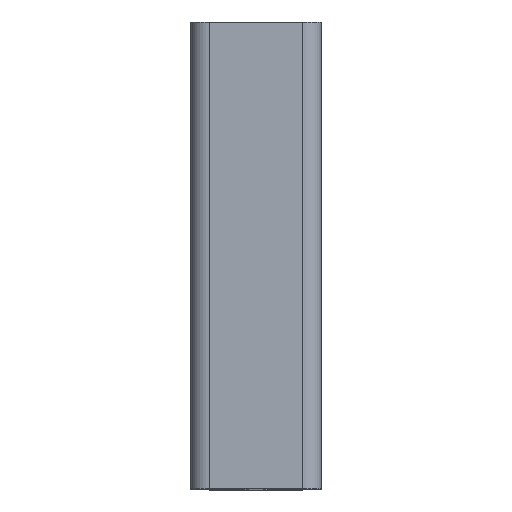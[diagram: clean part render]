
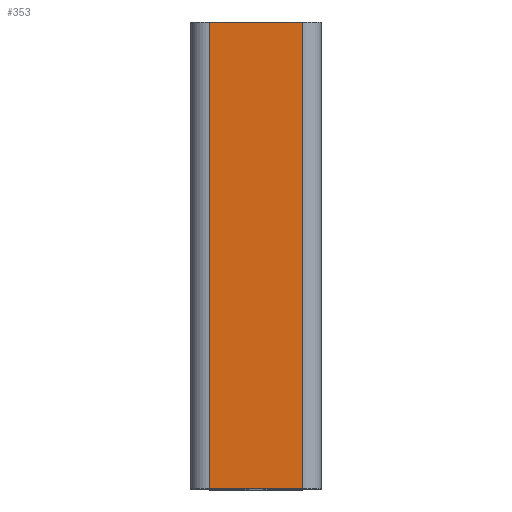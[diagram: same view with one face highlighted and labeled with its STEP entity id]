
A CAD part, top view. The second image highlights one B-rep face of the part: STEP entity #353.
In plain terms, the highlighted planar face has unit normal (0, 0, 1).
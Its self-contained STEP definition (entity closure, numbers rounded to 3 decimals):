
#353 = ADVANCED_FACE( '', ( #746 ), #747, .T. );
#746 = FACE_OUTER_BOUND( '', #1161, .T. );
#747 = PLANE( '', #1162 );
#1161 = EDGE_LOOP( '', ( #2290, #2291, #2292, #2293 ) );
#1162 = AXIS2_PLACEMENT_3D( '', #2294, #2295, #2296 );
#2290 = ORIENTED_EDGE( '', *, *, #2828, .F. );
#2291 = ORIENTED_EDGE( '', *, *, #2984, .F. );
#2292 = ORIENTED_EDGE( '', *, *, #2929, .T. );
#2293 = ORIENTED_EDGE( '', *, *, #2985, .T. );
#2294 = CARTESIAN_POINT( '', ( 10., 100., 80. ) );
#2295 = DIRECTION( '', ( 0., 0., 1. ) );
#2296 = DIRECTION( '', ( 0., -1., 0. ) );
#2828 = EDGE_CURVE( '', #3534, #3535, #3536, .T. );
#2929 = EDGE_CURVE( '', #3676, #3677, #3678, .T. );
#2984 = EDGE_CURVE( '', #3676, #3534, #3741, .T. );
#2985 = EDGE_CURVE( '', #3677, #3535, #3742, .T. );
#3534 = VERTEX_POINT( '', #4441 );
#3535 = VERTEX_POINT( '', #4442 );
#3536 = LINE( '', #4443, #4444 );
#3676 = VERTEX_POINT( '', #4621 );
#3677 = VERTEX_POINT( '', #4622 );
#3678 = LINE( '', #4623, #4624 );
#3741 = LINE( '', #4704, #4705 );
#3742 = LINE( '', #4706, #4707 );
#4441 = CARTESIAN_POINT( '', ( 10., 0., 80. ) );
#4442 = CARTESIAN_POINT( '', ( -10., 0., 80. ) );
#4443 = CARTESIAN_POINT( '', ( 10., 0., 80. ) );
#4444 = VECTOR( '', #5167, 1000. );
#4621 = CARTESIAN_POINT( '', ( 10., 100., 80. ) );
#4622 = CARTESIAN_POINT( '', ( -10., 100., 80. ) );
#4623 = CARTESIAN_POINT( '', ( 10., 100., 80. ) );
#4624 = VECTOR( '', #5346, 1000. );
#4704 = CARTESIAN_POINT( '', ( 10., 100., 80. ) );
#4705 = VECTOR( '', #5436, 1000. );
#4706 = CARTESIAN_POINT( '', ( -10., 100., 80. ) );
#4707 = VECTOR( '', #5437, 1000. );
#5167 = DIRECTION( '', ( -1., 0., 0. ) );
#5346 = DIRECTION( '', ( -1., 0., 0. ) );
#5436 = DIRECTION( '', ( 0., -1., 0. ) );
#5437 = DIRECTION( '', ( 0., -1., 0. ) );
